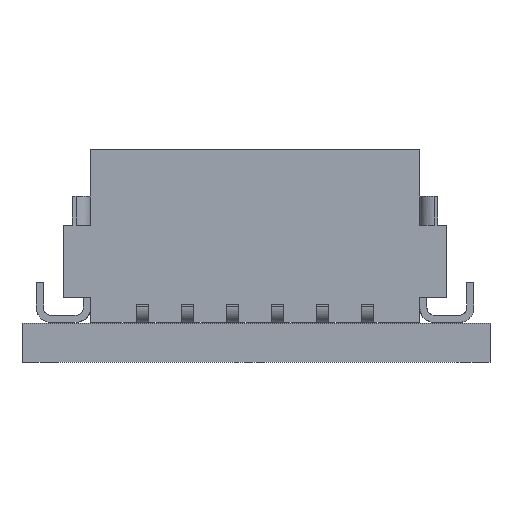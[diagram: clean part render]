
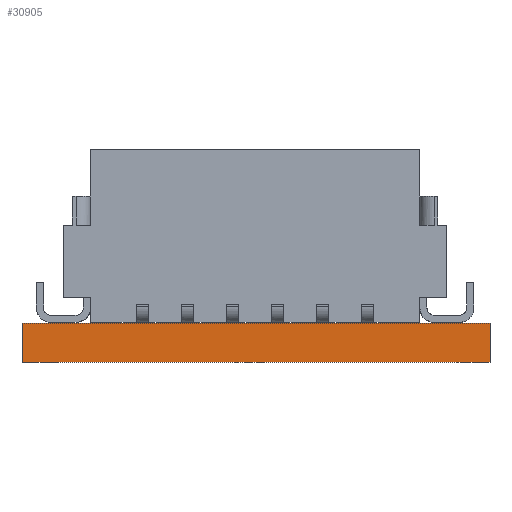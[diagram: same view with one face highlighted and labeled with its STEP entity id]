
A CAD part, front view. The second image highlights one B-rep face of the part: STEP entity #30905.
In plain terms, the highlighted planar face has unit normal (0, -1, 0).
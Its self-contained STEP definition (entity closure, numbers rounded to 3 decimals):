
#30293 = PLANE('',#30294);
#30294 = AXIS2_PLACEMENT_3D('',#30295,#30296,#30297);
#30295 = CARTESIAN_POINT('',(134.5,-70.924,1.09));
#30296 = DIRECTION('',(0.,0.,1.));
#30297 = DIRECTION('',(1.,0.,-0.));
#30347 = PLANE('',#30348);
#30348 = AXIS2_PLACEMENT_3D('',#30349,#30350,#30351);
#30349 = CARTESIAN_POINT('',(134.5,-70.924,0.));
#30350 = DIRECTION('',(0.,0.,1.));
#30351 = DIRECTION('',(1.,0.,-0.));
#30456 = PLANE('',#30457);
#30457 = AXIS2_PLACEMENT_3D('',#30458,#30459,#30460);
#30458 = CARTESIAN_POINT('',(128.,-70.1,0.));
#30459 = DIRECTION('',(1.,0.,-0.));
#30460 = DIRECTION('',(0.,-1.,0.));
#30519 = VERTEX_POINT('',#30520);
#30520 = CARTESIAN_POINT('',(128.,-76.5,0.));
#30541 = EDGE_CURVE('',#30519,#30542,#30544,.T.);
#30542 = VERTEX_POINT('',#30543);
#30543 = CARTESIAN_POINT('',(141.,-76.5,0.));
#30544 = SURFACE_CURVE('',#30545,(#30549,#30556),.PCURVE_S1.);
#30545 = LINE('',#30546,#30547);
#30546 = CARTESIAN_POINT('',(128.,-76.5,0.));
#30547 = VECTOR('',#30548,1.);
#30548 = DIRECTION('',(1.,0.,0.));
#30549 = PCURVE('',#30347,#30550);
#30550 = DEFINITIONAL_REPRESENTATION('',(#30551),#30555);
#30551 = LINE('',#30552,#30553);
#30552 = CARTESIAN_POINT('',(-6.5,-5.576));
#30553 = VECTOR('',#30554,1.);
#30554 = DIRECTION('',(1.,0.));
#30555 = ( GEOMETRIC_REPRESENTATION_CONTEXT(2) 
PARAMETRIC_REPRESENTATION_CONTEXT() REPRESENTATION_CONTEXT('2D SPACE',''
  ) );
#30556 = PCURVE('',#30557,#30562);
#30557 = PLANE('',#30558);
#30558 = AXIS2_PLACEMENT_3D('',#30559,#30560,#30561);
#30559 = CARTESIAN_POINT('',(128.,-76.5,0.));
#30560 = DIRECTION('',(0.,1.,0.));
#30561 = DIRECTION('',(1.,0.,0.));
#30562 = DEFINITIONAL_REPRESENTATION('',(#30563),#30567);
#30563 = LINE('',#30564,#30565);
#30564 = CARTESIAN_POINT('',(0.,0.));
#30565 = VECTOR('',#30566,1.);
#30566 = DIRECTION('',(1.,0.));
#30567 = ( GEOMETRIC_REPRESENTATION_CONTEXT(2) 
PARAMETRIC_REPRESENTATION_CONTEXT() REPRESENTATION_CONTEXT('2D SPACE',''
  ) );
#30585 = PLANE('',#30586);
#30586 = AXIS2_PLACEMENT_3D('',#30587,#30588,#30589);
#30587 = CARTESIAN_POINT('',(141.,-76.5,0.));
#30588 = DIRECTION('',(-1.,0.,0.));
#30589 = DIRECTION('',(0.,1.,0.));
#30685 = VERTEX_POINT('',#30686);
#30686 = CARTESIAN_POINT('',(128.,-76.5,1.09));
#30707 = EDGE_CURVE('',#30685,#30708,#30710,.T.);
#30708 = VERTEX_POINT('',#30709);
#30709 = CARTESIAN_POINT('',(141.,-76.5,1.09));
#30710 = SURFACE_CURVE('',#30711,(#30715,#30722),.PCURVE_S1.);
#30711 = LINE('',#30712,#30713);
#30712 = CARTESIAN_POINT('',(128.,-76.5,1.09));
#30713 = VECTOR('',#30714,1.);
#30714 = DIRECTION('',(1.,0.,0.));
#30715 = PCURVE('',#30293,#30716);
#30716 = DEFINITIONAL_REPRESENTATION('',(#30717),#30721);
#30717 = LINE('',#30718,#30719);
#30718 = CARTESIAN_POINT('',(-6.5,-5.576));
#30719 = VECTOR('',#30720,1.);
#30720 = DIRECTION('',(1.,0.));
#30721 = ( GEOMETRIC_REPRESENTATION_CONTEXT(2) 
PARAMETRIC_REPRESENTATION_CONTEXT() REPRESENTATION_CONTEXT('2D SPACE',''
  ) );
#30722 = PCURVE('',#30557,#30723);
#30723 = DEFINITIONAL_REPRESENTATION('',(#30724),#30728);
#30724 = LINE('',#30725,#30726);
#30725 = CARTESIAN_POINT('',(0.,-1.09));
#30726 = VECTOR('',#30727,1.);
#30727 = DIRECTION('',(1.,0.));
#30728 = ( GEOMETRIC_REPRESENTATION_CONTEXT(2) 
PARAMETRIC_REPRESENTATION_CONTEXT() REPRESENTATION_CONTEXT('2D SPACE',''
  ) );
#30857 = EDGE_CURVE('',#30519,#30685,#30858,.T.);
#30858 = SURFACE_CURVE('',#30859,(#30863,#30870),.PCURVE_S1.);
#30859 = LINE('',#30860,#30861);
#30860 = CARTESIAN_POINT('',(128.,-76.5,0.));
#30861 = VECTOR('',#30862,1.);
#30862 = DIRECTION('',(0.,0.,1.));
#30863 = PCURVE('',#30456,#30864);
#30864 = DEFINITIONAL_REPRESENTATION('',(#30865),#30869);
#30865 = LINE('',#30866,#30867);
#30866 = CARTESIAN_POINT('',(6.4,0.));
#30867 = VECTOR('',#30868,1.);
#30868 = DIRECTION('',(0.,-1.));
#30869 = ( GEOMETRIC_REPRESENTATION_CONTEXT(2) 
PARAMETRIC_REPRESENTATION_CONTEXT() REPRESENTATION_CONTEXT('2D SPACE',''
  ) );
#30870 = PCURVE('',#30557,#30871);
#30871 = DEFINITIONAL_REPRESENTATION('',(#30872),#30876);
#30872 = LINE('',#30873,#30874);
#30873 = CARTESIAN_POINT('',(0.,0.));
#30874 = VECTOR('',#30875,1.);
#30875 = DIRECTION('',(0.,-1.));
#30876 = ( GEOMETRIC_REPRESENTATION_CONTEXT(2) 
PARAMETRIC_REPRESENTATION_CONTEXT() REPRESENTATION_CONTEXT('2D SPACE',''
  ) );
#30905 = ADVANCED_FACE('',(#30906),#30557,.F.);
#30906 = FACE_BOUND('',#30907,.F.);
#30907 = EDGE_LOOP('',(#30908,#30909,#30910,#30931));
#30908 = ORIENTED_EDGE('',*,*,#30857,.T.);
#30909 = ORIENTED_EDGE('',*,*,#30707,.T.);
#30910 = ORIENTED_EDGE('',*,*,#30911,.F.);
#30911 = EDGE_CURVE('',#30542,#30708,#30912,.T.);
#30912 = SURFACE_CURVE('',#30913,(#30917,#30924),.PCURVE_S1.);
#30913 = LINE('',#30914,#30915);
#30914 = CARTESIAN_POINT('',(141.,-76.5,0.));
#30915 = VECTOR('',#30916,1.);
#30916 = DIRECTION('',(0.,0.,1.));
#30917 = PCURVE('',#30557,#30918);
#30918 = DEFINITIONAL_REPRESENTATION('',(#30919),#30923);
#30919 = LINE('',#30920,#30921);
#30920 = CARTESIAN_POINT('',(13.,0.));
#30921 = VECTOR('',#30922,1.);
#30922 = DIRECTION('',(0.,-1.));
#30923 = ( GEOMETRIC_REPRESENTATION_CONTEXT(2) 
PARAMETRIC_REPRESENTATION_CONTEXT() REPRESENTATION_CONTEXT('2D SPACE',''
  ) );
#30924 = PCURVE('',#30585,#30925);
#30925 = DEFINITIONAL_REPRESENTATION('',(#30926),#30930);
#30926 = LINE('',#30927,#30928);
#30927 = CARTESIAN_POINT('',(0.,0.));
#30928 = VECTOR('',#30929,1.);
#30929 = DIRECTION('',(0.,-1.));
#30930 = ( GEOMETRIC_REPRESENTATION_CONTEXT(2) 
PARAMETRIC_REPRESENTATION_CONTEXT() REPRESENTATION_CONTEXT('2D SPACE',''
  ) );
#30931 = ORIENTED_EDGE('',*,*,#30541,.F.);
